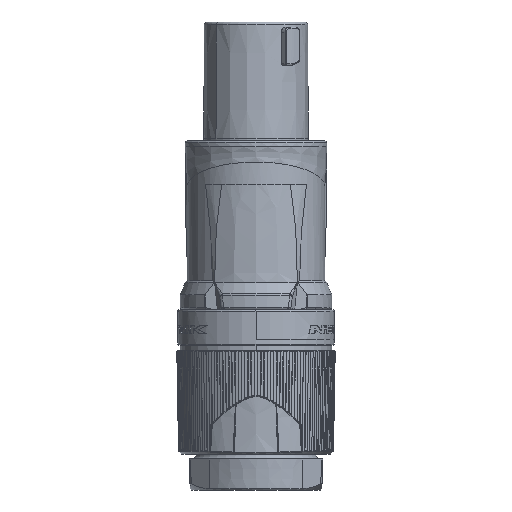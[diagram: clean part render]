
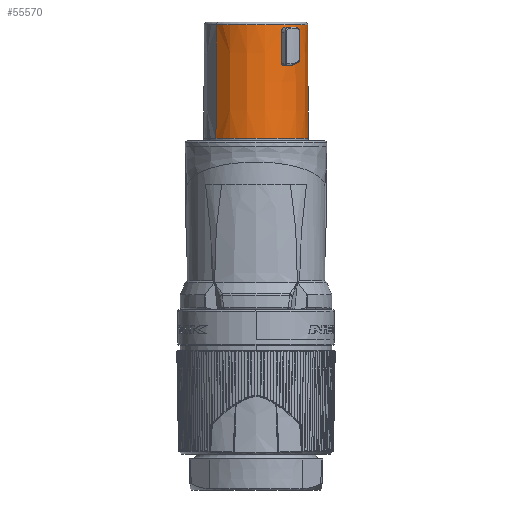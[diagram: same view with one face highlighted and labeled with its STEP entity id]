
A CAD part, front view. The second image highlights one B-rep face of the part: STEP entity #55570.
In plain terms, the highlighted conical face has half-angle 0.291 degrees and reference radius 8.801 mm.
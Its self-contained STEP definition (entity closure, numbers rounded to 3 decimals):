
#14228=DIRECTION('',(-0.004,-0.003,1.));
#14229=VECTOR('',#14228,19.203);
#14230=CARTESIAN_POINT('',(6.779,5.689,43.75));
#14231=LINE('',#14230,#14229);
#14237=DIRECTION('',(0.004,0.003,1.));
#14238=VECTOR('',#14237,19.203);
#14239=CARTESIAN_POINT('',(-6.779,-5.689,43.75));
#14240=LINE('',#14239,#14238);
#14564=CARTESIAN_POINT('',(4.31,-7.625,61.75));
#14565=CARTESIAN_POINT('',(4.309,-7.625,
61.818));
#14566=CARTESIAN_POINT('',(4.324,-7.616,
61.955));
#14567=CARTESIAN_POINT('',(4.396,-7.574,
62.154));
#14568=CARTESIAN_POINT('',(4.507,-7.507,
62.321));
#14569=CARTESIAN_POINT('',(4.649,-7.419,
62.449));
#14570=CARTESIAN_POINT('',(4.819,-7.31,
62.532));
#14571=CARTESIAN_POINT('',(4.934,-7.232,62.55));
#14572=CARTESIAN_POINT('',(4.991,-7.193,62.55));
#14659=CARTESIAN_POINT('',(4.504,-7.545,56.15));
#14660=CARTESIAN_POINT('',(4.481,-7.559,56.15));
#14661=CARTESIAN_POINT('',(4.435,-7.586,
56.16));
#14662=CARTESIAN_POINT('',(4.376,-7.619,
56.205));
#14663=CARTESIAN_POINT('',(4.337,-7.642,
56.272));
#14664=CARTESIAN_POINT('',(4.328,-7.647,
56.324));
#14665=CARTESIAN_POINT('',(4.327,-7.646,56.35));
#14709=CARTESIAN_POINT('',(6.776,-5.586,
57.293));
#14710=CARTESIAN_POINT('',(6.776,-5.586,
57.228));
#14711=CARTESIAN_POINT('',(6.766,-5.598,
57.1));
#14712=CARTESIAN_POINT('',(6.721,-5.655,
56.913));
#14713=CARTESIAN_POINT('',(6.648,-5.741,
56.754));
#14714=CARTESIAN_POINT('',(6.548,-5.857,
56.622));
#14715=CARTESIAN_POINT('',(6.469,-5.944,
56.563));
#14716=CARTESIAN_POINT('',(6.427,-5.989,
56.541));
#14752=CARTESIAN_POINT('',(6.217,-6.164,62.55));
#14753=CARTESIAN_POINT('',(6.265,-6.115,62.55));
#14754=CARTESIAN_POINT('',(6.362,-6.015,
62.532));
#14755=CARTESIAN_POINT('',(6.499,-5.867,
62.449));
#14756=CARTESIAN_POINT('',(6.611,-5.742,
62.321));
#14757=CARTESIAN_POINT('',(6.695,-5.644,
62.154));
#14758=CARTESIAN_POINT('',(6.749,-5.581,
61.955));
#14759=CARTESIAN_POINT('',(6.761,-5.568,
61.818));
#14760=CARTESIAN_POINT('',(6.761,-5.568,61.75));
#14774=CARTESIAN_POINT('',(0.,0.,62.953));
#14775=DIRECTION('',(0.,0.,1.));
#14776=DIRECTION('',(-0.766,-0.643,0.));
#14777=AXIS2_PLACEMENT_3D('',#14774,#14775,#14776);
#14779=CARTESIAN_POINT('',(0.,0.,43.75));
#14780=DIRECTION('',(0.,0.,1.));
#14781=DIRECTION('',(-0.766,-0.643,0.));
#14782=AXIS2_PLACEMENT_3D('',#14779,#14780,#14781);
#14784=CARTESIAN_POINT('',(4.327,-7.646,56.35));
#14785=CARTESIAN_POINT('',(4.325,-7.644,
56.95));
#14786=CARTESIAN_POINT('',(4.321,-7.639,
58.151));
#14787=CARTESIAN_POINT('',(4.316,-7.632,
59.951));
#14788=CARTESIAN_POINT('',(4.312,-7.627,
61.15));
#14789=CARTESIAN_POINT('',(4.31,-7.625,61.75));
#14791=CARTESIAN_POINT('',(0.,0.,56.15));
#14792=DIRECTION('',(0.,0.,1.));
#14793=DIRECTION('',(0.513,-0.859,0.));
#14794=AXIS2_PLACEMENT_3D('',#14791,#14792,#14793);
#14796=CARTESIAN_POINT('',(5.621,-6.754,56.15));
#14797=CARTESIAN_POINT('',(5.626,-6.75,56.15));
#14798=CARTESIAN_POINT('',(5.635,-6.742,
56.151));
#14799=CARTESIAN_POINT('',(5.648,-6.732,
56.153));
#14800=CARTESIAN_POINT('',(5.66,-6.721,
56.156));
#14801=CARTESIAN_POINT('',(5.669,-6.714,
56.16));
#14802=CARTESIAN_POINT('',(5.674,-6.71,
56.162));
#14804=CARTESIAN_POINT('',(5.674,-6.71,
56.162));
#14805=CARTESIAN_POINT('',(5.939,-6.485,
56.289));
#14806=CARTESIAN_POINT('',(6.19,-6.244,
56.415));
#14807=CARTESIAN_POINT('',(6.427,-5.989,
56.541));
#14809=CARTESIAN_POINT('',(6.776,-5.586,
57.293));
#14810=CARTESIAN_POINT('',(6.771,-5.58,
58.778));
#14811=CARTESIAN_POINT('',(6.766,-5.574,
60.264));
#14812=CARTESIAN_POINT('',(6.761,-5.568,61.75));
#14814=CARTESIAN_POINT('',(0.,0.,62.55));
#14815=DIRECTION('',(0.,0.,1.));
#14816=DIRECTION('',(0.57,-0.822,0.));
#14817=AXIS2_PLACEMENT_3D('',#14814,#14815,#14816);
#31200=CARTESIAN_POINT('',(-6.779,-5.689,43.75));
#31201=CARTESIAN_POINT('',(6.779,5.689,43.75));
#31202=VERTEX_POINT('',#31200);
#31203=VERTEX_POINT('',#31201);
#31318=CARTESIAN_POINT('',(6.705,5.626,62.953));
#31319=CARTESIAN_POINT('',(-6.705,-5.626,
62.953));
#31320=VERTEX_POINT('',#31318);
#31321=VERTEX_POINT('',#31319);
#31498=CARTESIAN_POINT('',(4.991,-7.193,62.55));
#31500=VERTEX_POINT('',#31498);
#31502=CARTESIAN_POINT('',(4.31,-7.625,61.75));
#31504=VERTEX_POINT('',#31502);
#31519=CARTESIAN_POINT('',(6.761,-5.568,61.75));
#31521=VERTEX_POINT('',#31519);
#31522=CARTESIAN_POINT('',(6.217,-6.164,62.55));
#31523=VERTEX_POINT('',#31522);
#31568=VERTEX_POINT('',#14784);
#31579=CARTESIAN_POINT('',(4.504,-7.545,56.15));
#31580=VERTEX_POINT('',#31579);
#31592=CARTESIAN_POINT('',(6.427,-5.989,
56.541));
#31594=VERTEX_POINT('',#31592);
#31596=CARTESIAN_POINT('',(6.776,-5.586,
57.293));
#31597=VERTEX_POINT('',#31596);
#31598=CARTESIAN_POINT('',(5.621,-6.754,56.15));
#31599=VERTEX_POINT('',#31598);
#31600=VERTEX_POINT('',#14804);
#55545=CARTESIAN_POINT('',(0.,0.,53.351));
#55546=DIRECTION('',(0.,0.,-1.));
#55547=DIRECTION('',(0.766,0.643,0.));
#55548=AXIS2_PLACEMENT_3D('',#55545,#55546,#55547);
#55549=CONICAL_SURFACE('',#55548,8.801,0.291);
#55551=ORIENTED_EDGE('',*,*,#55550,.T.);
#55552=ORIENTED_EDGE('',*,*,#54737,.F.);
#55554=ORIENTED_EDGE('',*,*,#55553,.F.);
#55555=ORIENTED_EDGE('',*,*,#54741,.T.);
#55556=EDGE_LOOP('',(#55551,#55552,#55554,#55555));
#55557=FACE_OUTER_BOUND('',#55556,.F.);
#55558=ORIENTED_EDGE('',*,*,#55299,.F.);
#55559=ORIENTED_EDGE('',*,*,#55314,.F.);
#55560=ORIENTED_EDGE('',*,*,#55353,.T.);
#55561=ORIENTED_EDGE('',*,*,#55366,.T.);
#55562=ORIENTED_EDGE('',*,*,#55381,.T.);
#55563=ORIENTED_EDGE('',*,*,#55399,.F.);
#55564=ORIENTED_EDGE('',*,*,#55538,.T.);
#55565=ORIENTED_EDGE('',*,*,#55527,.F.);
#55566=ORIENTED_EDGE('',*,*,#55170,.F.);
#55567=ORIENTED_EDGE('',*,*,#55201,.F.);
#55568=EDGE_LOOP('',(#55558,#55559,#55560,#55561,#55562,#55563,#55564,#55565,
#55566,#55567));
#55569=FACE_BOUND('',#55568,.F.);
#55570=ADVANCED_FACE('',(#55557,#55569),#55549,.T.);
#14573=B_SPLINE_CURVE_WITH_KNOTS('',3,(#14564,#14565,#14566,#14567,#14568,
#14569,#14570,#14571,#14572),.UNSPECIFIED.,.F.,.F.,(4,1,1,1,1,1,4),(0.,
0.167,0.333,0.5,0.667,0.833,
1.),.UNSPECIFIED.);
#14666=B_SPLINE_CURVE_WITH_KNOTS('',3,(#14659,#14660,#14661,#14662,#14663,
#14664,#14665),.UNSPECIFIED.,.F.,.F.,(4,1,1,1,4),(0.,0.25,0.5,0.75,
1.),.UNSPECIFIED.);
#14717=B_SPLINE_CURVE_WITH_KNOTS('',3,(#14709,#14710,#14711,#14712,#14713,
#14714,#14715,#14716),.UNSPECIFIED.,.F.,.F.,(4,1,1,1,1,4),(0.,0.2,0.4,
0.6,0.8,1.),.UNSPECIFIED.);
#14761=B_SPLINE_CURVE_WITH_KNOTS('',3,(#14752,#14753,#14754,#14755,#14756,
#14757,#14758,#14759,#14760),.UNSPECIFIED.,.F.,.F.,(4,1,1,1,1,1,4),(0.,
0.167,0.333,0.5,0.667,0.833,
1.),.UNSPECIFIED.);
#14778=CIRCLE('',#14777,8.753);
#14783=CIRCLE('',#14782,8.85);
#14790=B_SPLINE_CURVE_WITH_KNOTS('',3,(#14784,#14785,#14786,#14787,#14788,
#14789),.UNSPECIFIED.,.F.,.F.,(4,1,1,4),(0.,0.333,
0.667,1.),.UNSPECIFIED.);
#14795=CIRCLE('',#14794,8.787);
#14803=B_SPLINE_CURVE_WITH_KNOTS('',3,(#14796,#14797,#14798,#14799,#14800,
#14801,#14802),.UNSPECIFIED.,.F.,.F.,(4,1,1,1,4),(0.,0.25,0.5,0.75,
1.),.UNSPECIFIED.);
#14808=B_SPLINE_CURVE_WITH_KNOTS('',3,(#14804,#14805,#14806,#14807),
.UNSPECIFIED.,.F.,.F.,(4,4),(0.,1.),.UNSPECIFIED.);
#14813=B_SPLINE_CURVE_WITH_KNOTS('',3,(#14809,#14810,#14811,#14812),
.UNSPECIFIED.,.F.,.F.,(4,4),(0.,1.),.UNSPECIFIED.);
#14818=CIRCLE('',#14817,8.755);
#54737=EDGE_CURVE('',#31203,#31320,#14231,.T.);
#54741=EDGE_CURVE('',#31202,#31321,#14240,.T.);
#55170=EDGE_CURVE('',#31500,#31523,#14818,.T.);
#55201=EDGE_CURVE('',#31504,#31500,#14573,.T.);
#55299=EDGE_CURVE('',#31568,#31504,#14790,.T.);
#55314=EDGE_CURVE('',#31580,#31568,#14666,.T.);
#55353=EDGE_CURVE('',#31580,#31599,#14795,.T.);
#55366=EDGE_CURVE('',#31599,#31600,#14803,.T.);
#55381=EDGE_CURVE('',#31600,#31594,#14808,.T.);
#55399=EDGE_CURVE('',#31597,#31594,#14717,.T.);
#55527=EDGE_CURVE('',#31523,#31521,#14761,.T.);
#55538=EDGE_CURVE('',#31597,#31521,#14813,.T.);
#55550=EDGE_CURVE('',#31321,#31320,#14778,.T.);
#55553=EDGE_CURVE('',#31202,#31203,#14783,.T.);
